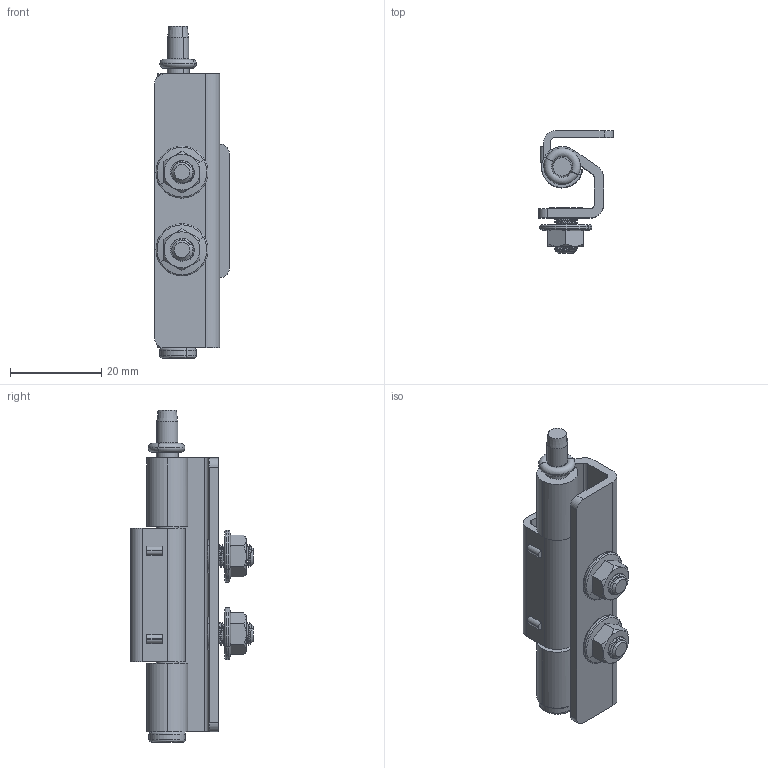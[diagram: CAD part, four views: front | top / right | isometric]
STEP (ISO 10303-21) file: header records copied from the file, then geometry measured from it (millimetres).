
FILE_DESCRIPTION (( 'STEP AP203' ), '1' );
FILE_NAME ('MG25.2.1.V1.STEP', '2022-07-29T09:56:57', ( '' ), ( '' ), 'SwSTEP 2.0', 'SolidWorks 2021', '' );
FILE_SCHEMA (( 'CONFIG_CONTROL_DESIGN' ));
Length unit declared in the file: millimetre
Products named in the file (1): MG25.2.1.V1
Bounding box: 16.3 x 26.85 x 72.7 mm (x, y, z)
Surface area: 8927.8 mm2 (no closed solid volume)
Topology: 0 solids, 14 shells, 184 faces, 512 edges, 342 vertices
Faces by surface type: cylinder 98, plane 46, cone 16, torus 16, bspline 8
Entity records: 8650 total; most frequent: CARTESIAN_POINT 4333, ORIENTED_EDGE 886, DIRECTION 832, EDGE_CURVE 512, VERTEX_POINT 342, AXIS2_PLACEMENT_3D 319, VECTOR 194, EDGE_LOOP 194
